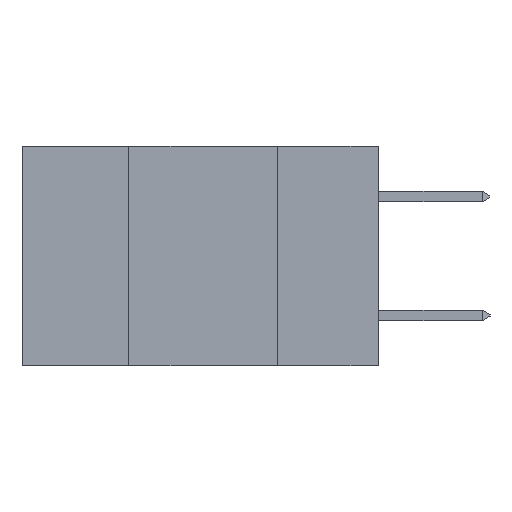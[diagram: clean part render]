
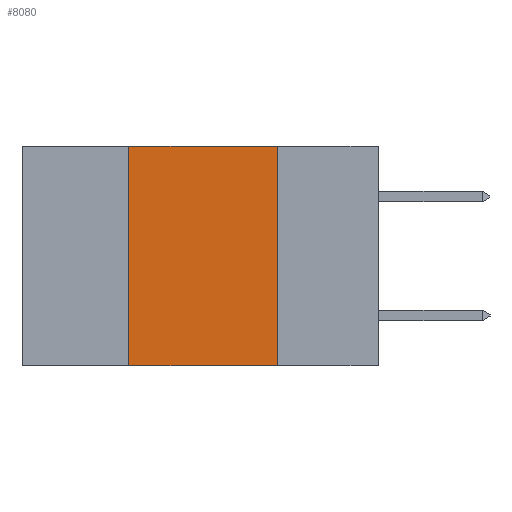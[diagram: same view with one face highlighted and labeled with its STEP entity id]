
A CAD part, left-side view. The second image highlights one B-rep face of the part: STEP entity #8080.
In plain terms, the highlighted planar face has unit normal (-1, 0, 0).
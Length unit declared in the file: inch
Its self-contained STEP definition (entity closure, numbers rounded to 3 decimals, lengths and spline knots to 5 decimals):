
#392 = CARTESIAN_POINT ( 'NONE',  ( 0., 0.6, 0. ) ) ;
#435 = ORIENTED_EDGE ( 'NONE', *, *, #13780, .F. ) ;
#652 = LINE ( 'NONE', #8267, #9236 ) ;
#709 = EDGE_CURVE ( 'NONE', #4013, #1468, #5549, .T. ) ;
#1468 = VERTEX_POINT ( 'NONE', #5084 ) ;
#1494 = EDGE_CURVE ( 'NONE', #7150, #4013, #5781, .T. ) ;
#2504 = CARTESIAN_POINT ( 'NONE',  ( 0., 0.17, -0.37 ) ) ;
#2577 = VECTOR ( 'NONE', #3032, 39.37008 ) ;
#2739 = FACE_OUTER_BOUND ( 'NONE', #4879, .T. ) ;
#2965 = EDGE_CURVE ( 'NONE', #7150, #3285, #4264, .T. ) ;
#3032 = DIRECTION ( 'NONE',  ( 0., -1., 0. ) ) ;
#3049 = AXIS2_PLACEMENT_3D ( 'NONE', #14400, #3209, #11106 ) ;
#3209 = DIRECTION ( 'NONE',  ( 1., 0., 0. ) ) ;
#3285 = VERTEX_POINT ( 'NONE', #2504 ) ;
#4013 = VERTEX_POINT ( 'NONE', #13481 ) ;
#4264 = LINE ( 'NONE', #5427, #6926 ) ;
#4478 = DIRECTION ( 'NONE',  ( 0., 0., 1. ) ) ;
#4560 = CARTESIAN_POINT ( 'NONE',  ( 0., 0.42, -0.37 ) ) ;
#4879 = EDGE_LOOP ( 'NONE', ( #435, #5624, #10300, #13656 ) ) ;
#5084 = CARTESIAN_POINT ( 'NONE',  ( 0., 0.17, 0. ) ) ;
#5360 = DIRECTION ( 'NONE',  ( 0., -1., 0. ) ) ;
#5427 = CARTESIAN_POINT ( 'NONE',  ( 0., 0.6, -0.37 ) ) ;
#5549 = LINE ( 'NONE', #392, #2577 ) ;
#5624 = ORIENTED_EDGE ( 'NONE', *, *, #709, .F. ) ;
#5781 = LINE ( 'NONE', #4560, #11444 ) ;
#6926 = VECTOR ( 'NONE', #5360, 39.37008 ) ;
#7125 = DIRECTION ( 'NONE',  ( 0., 0., -1. ) ) ;
#7150 = VERTEX_POINT ( 'NONE', #9857 ) ;
#8080 = ADVANCED_FACE ( 'NONE', ( #2739 ), #9926, .F. ) ;
#8267 = CARTESIAN_POINT ( 'NONE',  ( 0., 0.17, -0.37 ) ) ;
#9236 = VECTOR ( 'NONE', #7125, 39.37008 ) ;
#9857 = CARTESIAN_POINT ( 'NONE',  ( 0., 0.42, -0.37 ) ) ;
#9926 = PLANE ( 'NONE',  #3049 ) ;
#10300 = ORIENTED_EDGE ( 'NONE', *, *, #1494, .F. ) ;
#11106 = DIRECTION ( 'NONE',  ( 0., 0., -1. ) ) ;
#11444 = VECTOR ( 'NONE', #4478, 39.37008 ) ;
#13481 = CARTESIAN_POINT ( 'NONE',  ( 0., 0.42, 0. ) ) ;
#13656 = ORIENTED_EDGE ( 'NONE', *, *, #2965, .T. ) ;
#13780 = EDGE_CURVE ( 'NONE', #1468, #3285, #652, .T. ) ;
#14400 = CARTESIAN_POINT ( 'NONE',  ( 0., 0.6, 0. ) ) ;
